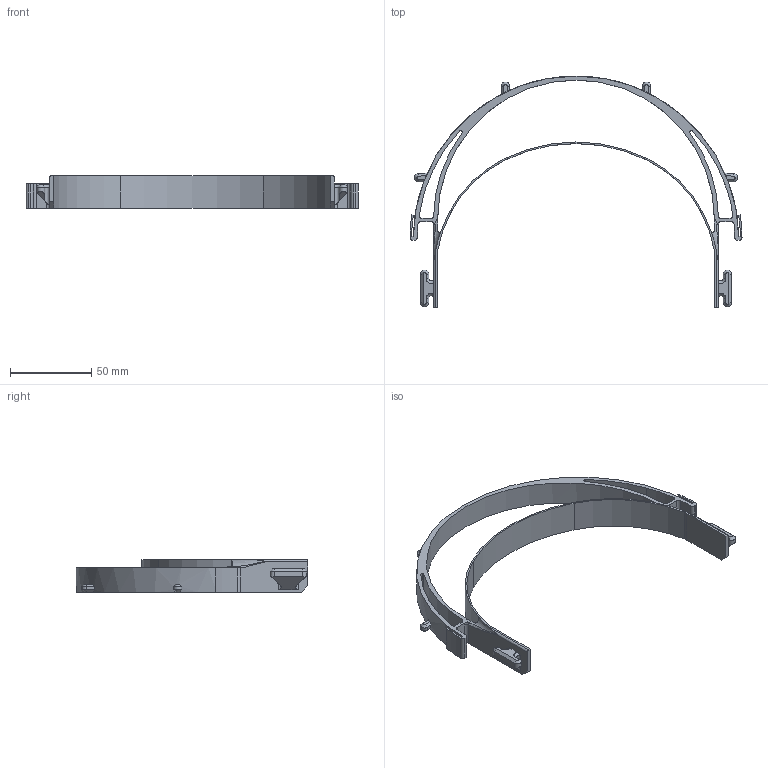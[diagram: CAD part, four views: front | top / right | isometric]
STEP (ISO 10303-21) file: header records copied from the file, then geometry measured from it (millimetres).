
FILE_DESCRIPTION (( 'STEP AP203' ), '1' );
FILE_NAME ('ark_face_shield.STEP', '2020-03-26T16:40:27', ( '' ), ( '' ), 'SwSTEP 2.0', 'SolidWorks 2019', '' );
FILE_SCHEMA (( 'CONFIG_CONTROL_DESIGN' ));
Length unit declared in the file: inch
Products named in the file (1): ark_face_shield
Bounding box: 203.99 x 142.5 x 20 mm (x, y, z)
Volume: 33030.7 mm3; surface area: 31816.3 mm2
Topology: 1 solids, 1 shells, 152 faces, 414 edges, 266 vertices
Faces by surface type: plane 72, cylinder 58, cone 16, bspline 4, torus 2
Entity records: 5104 total; most frequent: CARTESIAN_POINT 1226, ORIENTED_EDGE 828, DIRECTION 785, EDGE_CURVE 414, AXIS2_PLACEMENT_3D 281, VERTEX_POINT 266, LINE 223, VECTOR 223
